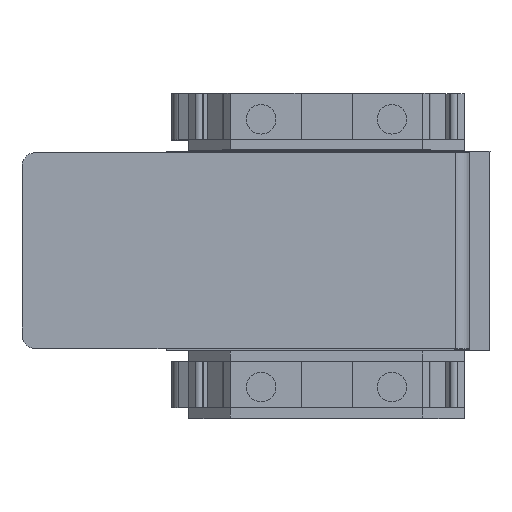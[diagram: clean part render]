
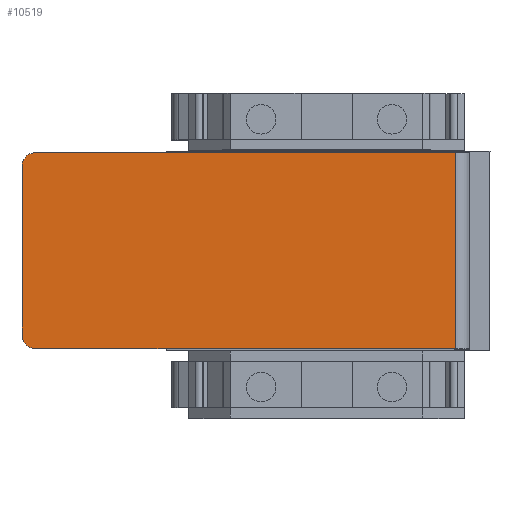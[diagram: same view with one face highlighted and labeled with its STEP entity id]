
A CAD part, top view. The second image highlights one B-rep face of the part: STEP entity #10519.
In plain terms, the highlighted planar face has unit normal (0, 0, 1).
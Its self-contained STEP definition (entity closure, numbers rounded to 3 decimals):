
#122=CIRCLE('',#11025,2.);
#124=CIRCLE('',#11028,2.);
#1116=ORIENTED_EDGE('',*,*,#3149,.T.);
#1117=ORIENTED_EDGE('',*,*,#3156,.T.);
#1118=ORIENTED_EDGE('',*,*,#3157,.T.);
#1119=ORIENTED_EDGE('',*,*,#3158,.F.);
#1120=ORIENTED_EDGE('',*,*,#3159,.F.);
#1121=ORIENTED_EDGE('',*,*,#3152,.T.);
#3149=EDGE_CURVE('',#4203,#4202,#4917,.T.);
#3152=EDGE_CURVE('',#4205,#4203,#122,.F.);
#3156=EDGE_CURVE('',#4202,#4207,#124,.F.);
#3157=EDGE_CURVE('',#4207,#4208,#4921,.T.);
#3158=EDGE_CURVE('',#4209,#4208,#4922,.T.);
#3159=EDGE_CURVE('',#4205,#4209,#4923,.T.);
#4202=VERTEX_POINT('',#14962);
#4203=VERTEX_POINT('',#14964);
#4205=VERTEX_POINT('',#14970);
#4207=VERTEX_POINT('',#14976);
#4208=VERTEX_POINT('',#14980);
#4209=VERTEX_POINT('',#14982);
#4917=LINE('',#14963,#5817);
#4921=LINE('',#14979,#5821);
#4922=LINE('',#14981,#5822);
#4923=LINE('',#14983,#5823);
#5817=VECTOR('',#12207,1000.);
#5821=VECTOR('',#12225,1000.);
#5822=VECTOR('',#12226,1000.);
#5823=VECTOR('',#12227,1000.);
#6459=EDGE_LOOP('',(#1116,#1117,#1118,#1119,#1120,#1121));
#6920=FACE_BOUND('',#6459,.T.);
#7333=PLANE('',#11029);
#10519=ADVANCED_FACE('',(#6920),#7333,.F.);
#11025=AXIS2_PLACEMENT_3D('',#14969,#12213,#12214);
#11028=AXIS2_PLACEMENT_3D('',#14977,#12221,#12222);
#11029=AXIS2_PLACEMENT_3D('',#14978,#12223,#12224);
#12207=DIRECTION('',(0.,-1.,0.));
#12213=DIRECTION('',(0.,0.,-1.));
#12214=DIRECTION('',(-1.,0.,0.));
#12221=DIRECTION('',(0.,0.,-1.));
#12222=DIRECTION('',(-1.,0.,0.));
#12223=DIRECTION('',(0.,0.,-1.));
#12224=DIRECTION('',(-1.,0.,0.));
#12225=DIRECTION('',(1.,0.,0.));
#12226=DIRECTION('',(0.,-1.,0.));
#12227=DIRECTION('',(1.,0.,0.));
#14962=CARTESIAN_POINT('',(-44.252,-25.278,-60.07));
#14963=CARTESIAN_POINT('',(-44.252,1.222,-60.07));
#14964=CARTESIAN_POINT('',(-44.252,-0.778,-60.07));
#14969=CARTESIAN_POINT('',(-42.252,-0.778,-60.07));
#14970=CARTESIAN_POINT('',(-42.252,1.222,-60.07));
#14976=CARTESIAN_POINT('',(-42.252,-27.278,-60.07));
#14977=CARTESIAN_POINT('',(-42.252,-25.278,-60.07));
#14978=CARTESIAN_POINT('',(18.748,1.222,-60.07));
#14979=CARTESIAN_POINT('',(18.748,-27.278,-60.07));
#14980=CARTESIAN_POINT('',(18.748,-27.278,-60.07));
#14981=CARTESIAN_POINT('',(18.748,1.222,-60.07));
#14982=CARTESIAN_POINT('',(18.748,1.222,-60.07));
#14983=CARTESIAN_POINT('',(18.748,1.222,-60.07));
